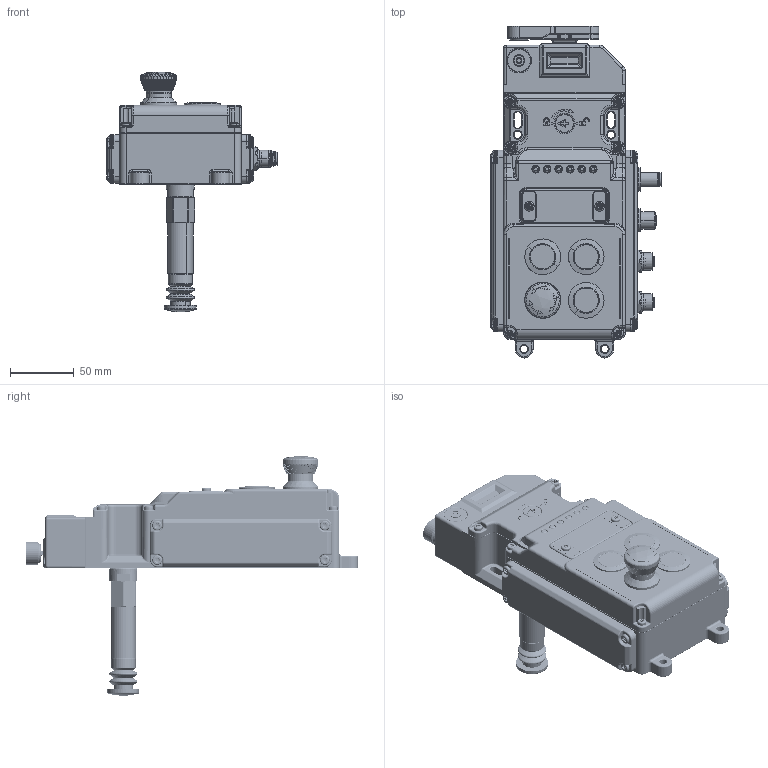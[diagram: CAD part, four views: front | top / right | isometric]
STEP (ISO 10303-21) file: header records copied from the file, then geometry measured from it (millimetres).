
FILE_DESCRIPTION (( 'STEP AP214' ), '1' );
FILE_NAME ('UGB-NET-528102.STEP', '2025-07-01T18:11:56', ( '' ), ( '' ), 'SwSTEP 2.0', 'SolidWorks 2024', '' );
FILE_SCHEMA (( 'AUTOMOTIVE_DESIGN' ));
Length unit declared in the file: millimetre
Products named in the file (1): UGB-NET-528102
Bounding box: 133.1 x 259.5 x 187.36 mm (x, y, z)
Volume: 1324203.2 mm3; surface area: 127513.9 mm2
Topology: 5 solids, 47 shells, 4648 faces, 11018 edges, 6554 vertices
Faces by surface type: cylinder 1669, plane 1396, torus 867, cone 482, bspline 171, sphere 63
Full cylindrical faces by diameter (mm): 4.5 x6, 6 x2, 7 x2, 14.5 x1, 18.2 x1, 19 x1, 27.9 x3, 28 x1
Entity records: 147627 total; most frequent: CARTESIAN_POINT 39939, DIRECTION 24679, ORIENTED_EDGE 21758, EDGE_CURVE 10879, AXIS2_PLACEMENT_3D 10468, VERTEX_POINT 6543, CIRCLE 5990, EDGE_LOOP 4934
